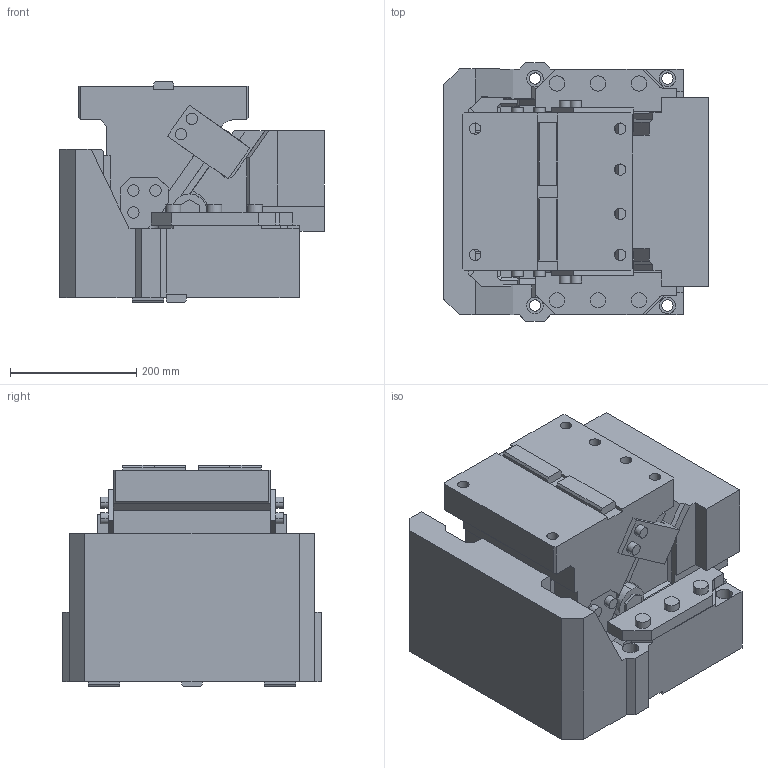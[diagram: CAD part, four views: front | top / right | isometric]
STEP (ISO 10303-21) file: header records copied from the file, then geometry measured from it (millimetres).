
FILE_DESCRIPTION(('CATIA V5 STEP Exchange'),'2;1');
FILE_NAME('CDCP_300_00_60.stp','2016-10-05T10:34:32+00:00',('none'),('none'),'CATIA Version 5 Release 20 GA (IN-10)','CATIA V5 STEP AP203','none');
FILE_SCHEMA(('CONFIG_CONTROL_DESIGN'));
Length unit declared in the file: millimetre
Products named in the file (1): CDCP-300-00-60
Bounding box: 420 x 410 x 352 mm (x, y, z)
Volume: 33611772.3 mm3; surface area: 1556285.8 mm2
Topology: 3 solids, 3 shells, 638 faces, 1696 edges, 1096 vertices
Faces by surface type: plane 515, cylinder 119, bspline 4
Entity records: 20209 total; most frequent: CARTESIAN_POINT 4729, ORIENTED_EDGE 3392, DIRECTION 2771, EDGE_CURVE 1696, VECTOR 1418, LINE 1418, VERTEX_POINT 1096, AXIS2_PLACEMENT_3D 765
